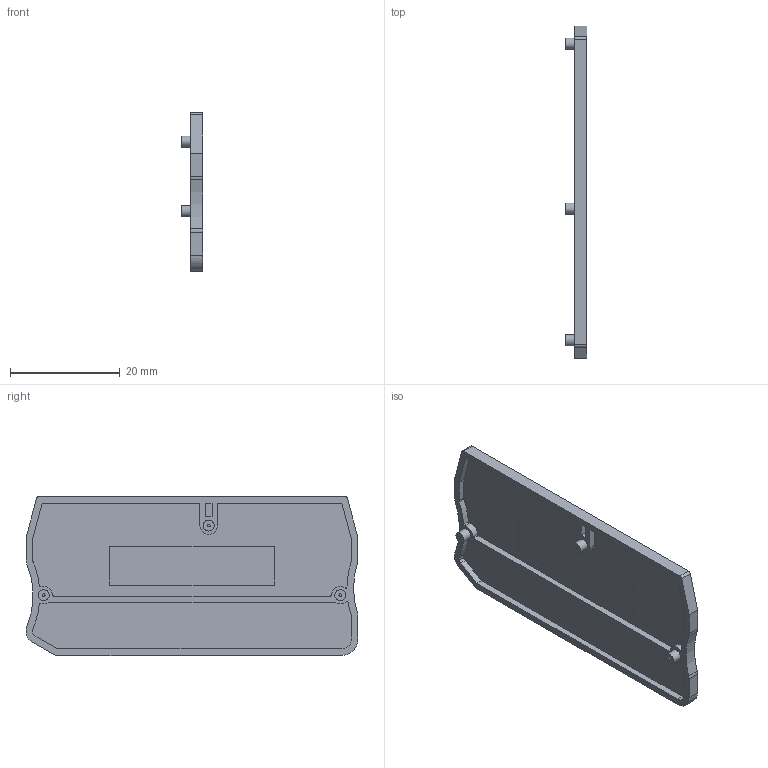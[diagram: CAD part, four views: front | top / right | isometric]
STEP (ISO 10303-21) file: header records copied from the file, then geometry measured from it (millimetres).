
FILE_DESCRIPTION(('STEP AP203'), '1');
FILE_NAME('MTS-PTO2.5_3D', '2024-07-24T13:49:05', ('砐錪賧瘔蠈錪 Windows'), (''), 'C3D Converter', 'C3D Toolkit', '');
FILE_SCHEMA(('CONFIG_CONTROL_DESIGN'));
Length unit declared in the file: millimetre
Bounding box: 4 x 60.5 x 29 mm (x, y, z)
Volume: 2058.3 mm3; surface area: 4202.8 mm2
Topology: 1 solids, 1 shells, 84 faces, 216 edges, 144 vertices
Faces by surface type: plane 43, cylinder 41
Full cylindrical faces by diameter (mm): 0.5 x3, 2 x3
Entity records: 2587 total; most frequent: DIRECTION 462, CARTESIAN_POINT 439, ORIENTED_EDGE 420, EDGE_CURVE 210, AXIS2_PLACEMENT_3D 167, VERTEX_POINT 144, LINE 128, VECTOR 128
